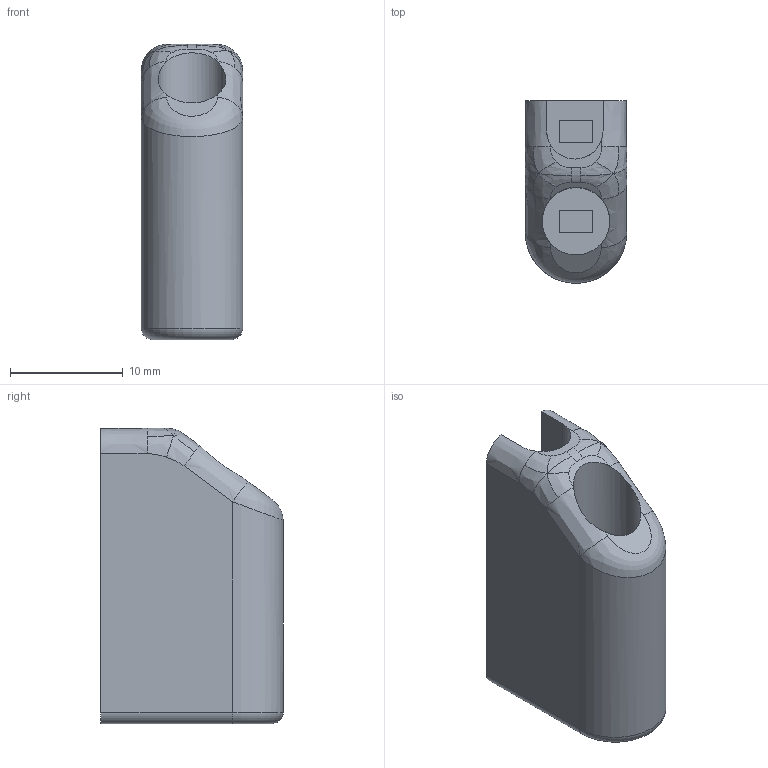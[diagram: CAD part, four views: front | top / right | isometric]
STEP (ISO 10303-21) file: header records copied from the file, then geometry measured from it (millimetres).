
FILE_DESCRIPTION(/* description */ (''),/* implementation_level */ '2;1');
FILE_NAME(/* name */ 'Left Outer Sleeve.step',/* time_stamp */ '2024-08-07T12:40:39-04:00',/* author */ (''),/* organization */ (''),/* preprocessor_version */ 'ST-DEVELOPER v20',/* originating_system */ 'Autodesk Translation Framework v13.14.0.145',/* authorisation */ '');
FILE_SCHEMA (('AUTOMOTIVE_DESIGN { 1 0 10303 214 3 1 1 }'));
Length unit declared in the file: millimetre
Products named in the file (2): (Unsaved); Sleeves
Assembly tree (1 placements, depth 2):
  (Unsaved)
    Sleeves
Bounding box: 9 x 16.2 x 26.22 mm (x, y, z)
Volume: 1929 mm3; surface area: 2163.3 mm2
Topology: 1 solids, 1 shells, 73 faces, 202 edges, 132 vertices
Faces by surface type: plane 48, bspline 18, cylinder 6, torus 1
Full cylindrical faces by diameter (mm): 6 x1
Entity records: 4095 total; most frequent: CARTESIAN_POINT 2321, ORIENTED_EDGE 404, DIRECTION 272, EDGE_CURVE 202, VERTEX_POINT 132, LINE 126, VECTOR 126, EDGE_LOOP 78
